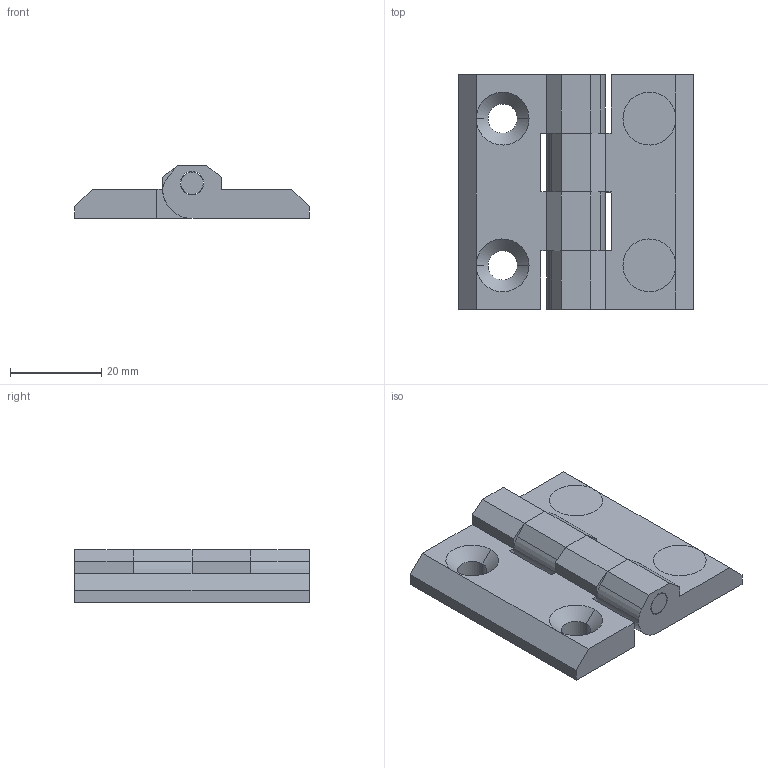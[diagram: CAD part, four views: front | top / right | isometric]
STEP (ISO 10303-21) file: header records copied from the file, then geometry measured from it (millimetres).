
FILE_DESCRIPTION(('FreeCAD Model'),'2;1');
FILE_NAME('Open CASCADE Shape Model','2025-05-04T07:40:13',('FreeCAD'),( 'FreeCAD'),'Open CASCADE STEP processor 7.6','FreeCAD','Unknown');
FILE_SCHEMA(('AUTOMOTIVE_DESIGN { 1 0 10303 214 1 1 1 1 }'));
Length unit declared in the file: millimetre
Products named in the file (1): Open CASCADE STEP translator 7.6 1
Bounding box: 51.49 x 51.49 x 11.58 mm (x, y, z)
Volume: 16973 mm3; surface area: 10076.5 mm2
Topology: 3 solids, 3 shells, 76 faces, 208 edges, 132 vertices
Faces by surface type: bspline 76
Entity records: 2328 total; most frequent: CARTESIAN_POINT 1145, ORIENTED_EDGE 400, EDGE_CURVE 200, B_SPLINE_CURVE_WITH_KNOTS 140, VERTEX_POINT 128, FACE_BOUND 90, EDGE_LOOP 90, ADVANCED_FACE 74
